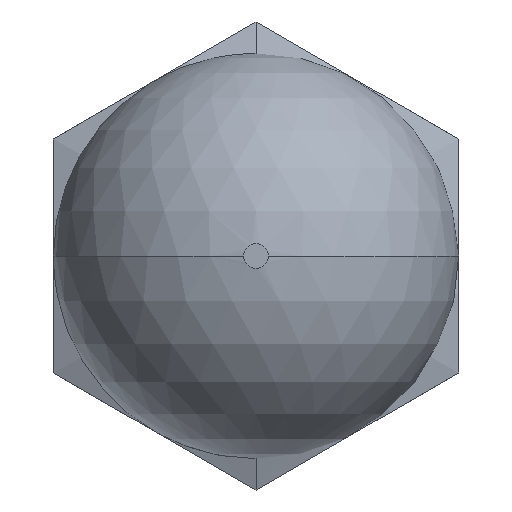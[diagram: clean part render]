
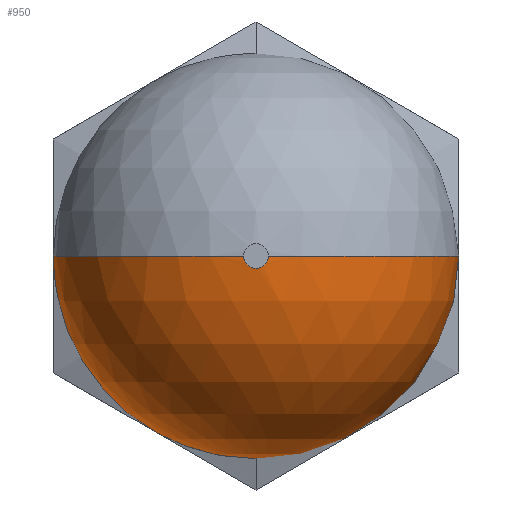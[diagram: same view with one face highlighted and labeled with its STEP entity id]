
A CAD part, front view. The second image highlights one B-rep face of the part: STEP entity #950.
In plain terms, the highlighted spherical face has radius 11 mm.
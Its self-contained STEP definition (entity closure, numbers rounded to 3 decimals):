
#10 = VERTEX_POINT ( 'NONE', #537 ) ;
#53 = EDGE_CURVE ( 'NONE', #1009, #10, #907, .T. ) ;
#55 = EDGE_CURVE ( 'NONE', #963, #981, #896, .T. ) ;
#68 = ORIENTED_EDGE ( 'NONE', *, *, #519, .F. ) ;
#112 = ORIENTED_EDGE ( 'NONE', *, *, #55, .F. ) ;
#127 = DIRECTION ( 'NONE',  ( 0., 0., 1. ) ) ;
#144 = EDGE_LOOP ( 'NONE', ( #68, #289, #239, #112, #419 ) ) ;
#170 = CARTESIAN_POINT ( 'NONE',  ( 0.663, -32.027, 0. ) ) ;
#200 = AXIS2_PLACEMENT_3D ( 'NONE', #421, #418, #415 ) ;
#210 = DIRECTION ( 'NONE',  ( 0., 1., 0. ) ) ;
#233 = CARTESIAN_POINT ( 'NONE',  ( 0., -13., 0. ) ) ;
#239 = ORIENTED_EDGE ( 'NONE', *, *, #545, .T. ) ;
#247 = AXIS2_PLACEMENT_3D ( 'NONE', #458, #456, #450 ) ;
#248 = DIRECTION ( 'NONE',  ( 0., 0., 1. ) ) ;
#255 = CARTESIAN_POINT ( 'NONE',  ( 0., -32.027, 0. ) ) ;
#287 = AXIS2_PLACEMENT_3D ( 'NONE', #648, #639, #635 ) ;
#289 = ORIENTED_EDGE ( 'NONE', *, *, #53, .T. ) ;
#313 = CARTESIAN_POINT ( 'NONE',  ( -7.5, -13., 0. ) ) ;
#327 = CARTESIAN_POINT ( 'NONE',  ( 7.5, -13., 0. ) ) ;
#368 = CARTESIAN_POINT ( 'NONE',  ( 0., -13., -7.5 ) ) ;
#415 = DIRECTION ( 'NONE',  ( -1., 0., 0. ) ) ;
#418 = DIRECTION ( 'NONE',  ( 0., 0., -1. ) ) ;
#419 = ORIENTED_EDGE ( 'NONE', *, *, #455, .F. ) ;
#421 = CARTESIAN_POINT ( 'NONE',  ( 0., -21.047, 0. ) ) ;
#423 = DIRECTION ( 'NONE',  ( -1., 0., 0. ) ) ;
#428 = CARTESIAN_POINT ( 'NONE',  ( 0., -21.047, 0. ) ) ;
#431 = AXIS2_PLACEMENT_3D ( 'NONE', #233, #210, #127 ) ;
#436 = AXIS2_PLACEMENT_3D ( 'NONE', #255, #654, #248 ) ;
#450 = DIRECTION ( 'NONE',  ( 1., 0., 0. ) ) ;
#455 = EDGE_CURVE ( 'NONE', #980, #963, #859, .T. ) ;
#456 = DIRECTION ( 'NONE',  ( 0., 0., 1. ) ) ;
#458 = CARTESIAN_POINT ( 'NONE',  ( 0., -21.047, 0. ) ) ;
#483 = DIRECTION ( 'NONE',  ( 0., 0., 1. ) ) ;
#500 = AXIS2_PLACEMENT_3D ( 'NONE', #428, #483, #423 ) ;
#519 = EDGE_CURVE ( 'NONE', #1009, #980, #803, .T. ) ;
#537 = CARTESIAN_POINT ( 'NONE',  ( -0.663, -32.027, 0. ) ) ;
#545 = EDGE_CURVE ( 'NONE', #10, #981, #787, .T. ) ;
#630 = SPHERICAL_SURFACE ( 'NONE', #500, 11. ) ;
#632 = FACE_OUTER_BOUND ( 'NONE', #144, .T. ) ;
#635 = DIRECTION ( 'NONE',  ( 0., 0., 1. ) ) ;
#639 = DIRECTION ( 'NONE',  ( 0., 1., 0. ) ) ;
#648 = CARTESIAN_POINT ( 'NONE',  ( 0., -13., 0. ) ) ;
#654 = DIRECTION ( 'NONE',  ( 0., 1., 0. ) ) ;
#787 = CIRCLE ( 'NONE', #200, 11. ) ;
#803 = CIRCLE ( 'NONE', #247, 11. ) ;
#859 = CIRCLE ( 'NONE', #287, 7.5 ) ;
#896 = CIRCLE ( 'NONE', #431, 7.5 ) ;
#907 = CIRCLE ( 'NONE', #436, 0.663 ) ;
#950 = ADVANCED_FACE ( 'NONE', ( #632 ), #630, .T. ) ;
#963 = VERTEX_POINT ( 'NONE', #368 ) ;
#980 = VERTEX_POINT ( 'NONE', #327 ) ;
#981 = VERTEX_POINT ( 'NONE', #313 ) ;
#1009 = VERTEX_POINT ( 'NONE', #170 ) ;
